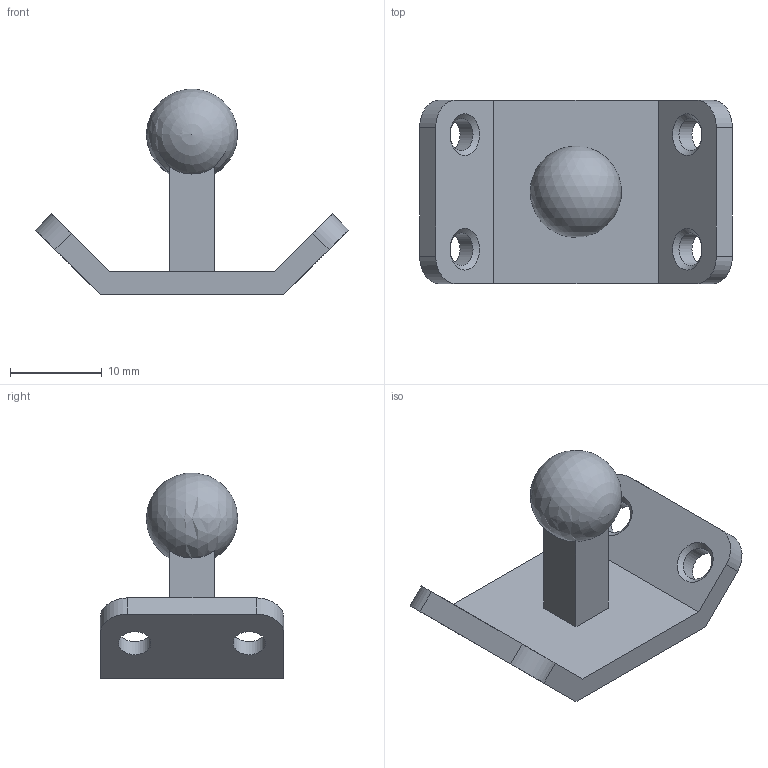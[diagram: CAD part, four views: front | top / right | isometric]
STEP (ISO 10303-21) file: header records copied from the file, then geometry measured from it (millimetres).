
FILE_DESCRIPTION(/* description */ (''),/* implementation_level */ '2;1');
FILE_NAME(/* name */ 'S1_Pro_Corner_Mount.step',/* time_stamp */ '2025-08-05T18:29:11+02:00',/* author */ (''),/* organization */ (''),/* preprocessor_version */ 'ST-DEVELOPER v20.1',/* originating_system */ 'Autodesk Translation Framework v14.10.0.0',/* authorisation */ '');
FILE_SCHEMA (('AUTOMOTIVE_DESIGN { 1 0 10303 214 3 1 1 }'));
Length unit declared in the file: millimetre
Products named in the file (3): Untitled; mount; Component3
Assembly tree (2 placements, depth 3):
  Untitled
    mount
      Component3
Bounding box: 34.14 x 20 x 22.45 mm (x, y, z)
Volume: 2553.2 mm3; surface area: 2277.9 mm2
Topology: 1 solids, 1 shells, 27 faces, 71 edges, 46 vertices
Faces by surface type: plane 14, cylinder 8, cone 4, sphere 1
Full cylindrical faces by diameter (mm): 3.55 x4
Entity records: 933 total; most frequent: DIRECTION 160, CARTESIAN_POINT 148, ORIENTED_EDGE 138, EDGE_CURVE 69, AXIS2_PLACEMENT_3D 58, VERTEX_POINT 46, LINE 44, VECTOR 44
